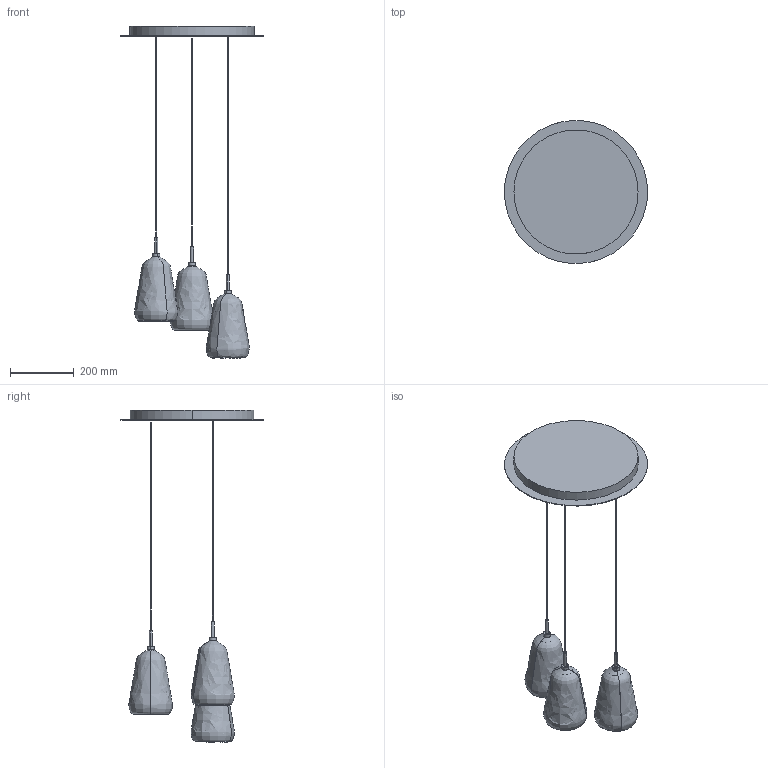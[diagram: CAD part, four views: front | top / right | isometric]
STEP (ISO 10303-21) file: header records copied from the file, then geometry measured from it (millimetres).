
FILE_DESCRIPTION(/* description */ (''),/* implementation_level */ '2;1');
FILE_NAME(/* name */ 'KIT.M.7_X-RAY',/* time_stamp */ '2024-04-09T17:34:45+02:00',/* author */ (''),/* organization */ (''),/* preprocessor_version */ 'ST-DEVELOPER v16.5',/* originating_system */ 'Rhino 7.15',/* authorisation */ '');
FILE_SCHEMA (('CONFIG_CONTROL_DESIGN'));
Length unit declared in the file: millimetre
Products named in the file (1): Document
Bounding box: 450 x 449.17 x 1043.49 mm (x, y, z)
Volume: 3913087.9 mm3; surface area: 1293362.9 mm2
Topology: 5 solids, 17 shells, 116 faces, 258 edges, 137 vertices
Faces by surface type: bspline 84, cylinder 28, plane 4
Entity records: 4596 total; most frequent: CARTESIAN_POINT 3124, ORIENTED_EDGE 438, EDGE_CURVE 240, VERTEX_POINT 137, ADVANCED_FACE 116, FACE_OUTER_BOUND 116, EDGE_LOOP 116, B_SPLINE_CURVE_WITH_KNOTS 84
